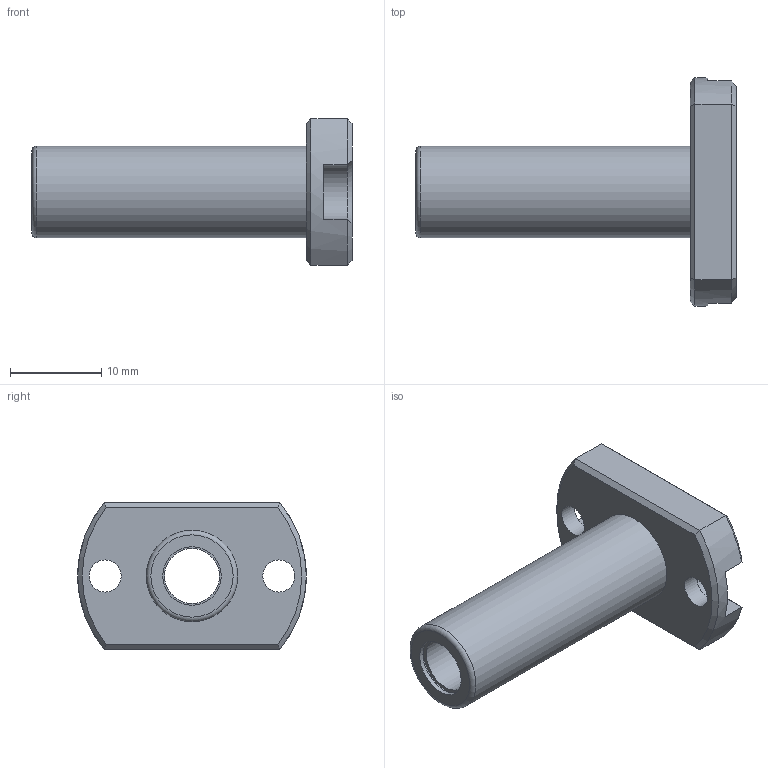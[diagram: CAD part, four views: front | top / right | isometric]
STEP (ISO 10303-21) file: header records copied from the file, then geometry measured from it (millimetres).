
FILE_DESCRIPTION(/* description */ ('STEP AP203'),/* implementation_level */ '2;1');
FILE_NAME(/* name */ 'LMSH6LUU',/* time_stamp */ '2022-08-22T03:26:30+02:00',/* author */ ('License CC BY-ND 4.0'),/* organization */ ('CADENAS'),/* preprocessor_version */ 'ST-DEVELOPER v18.102',/* originating_system */ 'PARTsolutions',/* authorisation */ ' ');
FILE_SCHEMA (('CONFIG_CONTROL_DESIGN','AP242_MANAGED_MODEL_BASED_3D_ENGINEERING_MIM_LF { 1 0 10303 442 1 1 4 }'));
Length unit declared in the file: millimetre
Products named in the file (1): LMSH6LUU
Bounding box: 35 x 25 x 16 mm (x, y, z)
Volume: 2958.3 mm3; surface area: 2673.4 mm2
Topology: 1 solids, 1 shells, 44 faces, 95 edges, 58 vertices
Faces by surface type: plane 23, cylinder 12, cone 8, torus 1
Full cylindrical faces by diameter (mm): 3.5 x2, 6 x1, 6.4 x2, 6.8 x2, 10 x1
Entity records: 1188 total; most frequent: CARTESIAN_POINT 223, DIRECTION 200, ORIENTED_EDGE 170, EDGE_CURVE 85, AXIS2_PLACEMENT_3D 82, EDGE_LOOP 64, FACE_BOUND 64, VERTEX_POINT 57
